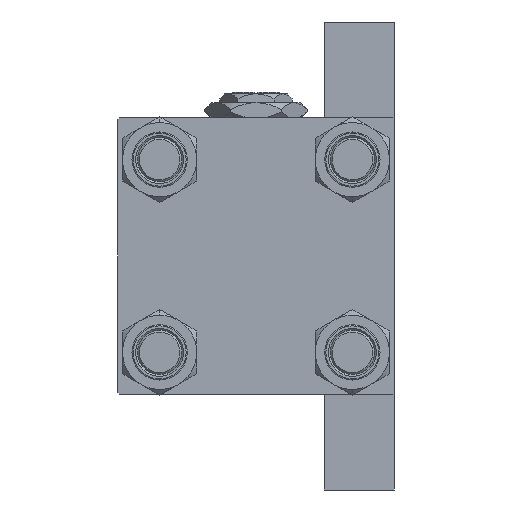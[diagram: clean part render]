
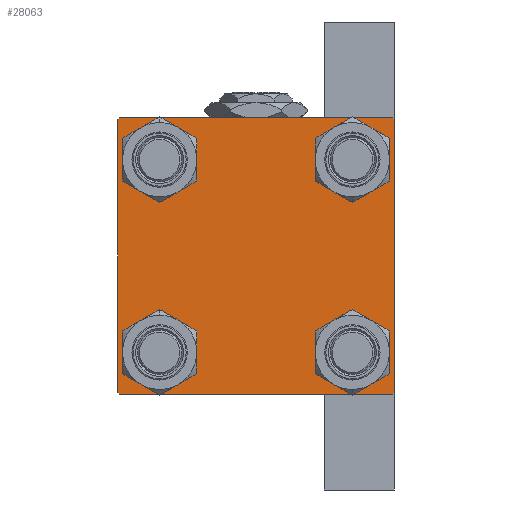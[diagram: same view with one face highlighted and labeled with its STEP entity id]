
A CAD part, left-side view. The second image highlights one B-rep face of the part: STEP entity #28063.
In plain terms, the highlighted planar face has unit normal (-1, 0, 0).
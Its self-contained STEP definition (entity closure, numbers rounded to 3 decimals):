
#203 = EDGE_CURVE ( 'NONE', #28958, #1545, #46527, .T. ) ;
#226 = DIRECTION ( 'NONE',  ( 0., 0., 1. ) ) ;
#387 = EDGE_CURVE ( 'NONE', #2322, #6397, #11010, .T. ) ;
#424 = LINE ( 'NONE', #26831, #49122 ) ;
#749 = AXIS2_PLACEMENT_3D ( 'NONE', #23366, #42439, #226 ) ;
#1545 = VERTEX_POINT ( 'NONE', #44965 ) ;
#1932 = LINE ( 'NONE', #9490, #24034 ) ;
#2322 = VERTEX_POINT ( 'NONE', #11956 ) ;
#3140 = ORIENTED_EDGE ( 'NONE', *, *, #22342, .T. ) ;
#3217 = ORIENTED_EDGE ( 'NONE', *, *, #45163, .F. ) ;
#3726 = EDGE_CURVE ( 'NONE', #16959, #24577, #43547, .T. ) ;
#5245 = DIRECTION ( 'NONE',  ( 0., 0., 1. ) ) ;
#5389 = LINE ( 'NONE', #43575, #33281 ) ;
#5835 = CARTESIAN_POINT ( 'NONE',  ( 0., -26.15, -26.15 ) ) ;
#5858 = FACE_OUTER_BOUND ( 'NONE', #7472, .T. ) ;
#5967 = CARTESIAN_POINT ( 'NONE',  ( 0., -37.5, -37. ) ) ;
#6113 = FACE_BOUND ( 'NONE', #16114, .T. ) ;
#6359 = DIRECTION ( 'NONE',  ( -1., 0., 0. ) ) ;
#6397 = VERTEX_POINT ( 'NONE', #24760 ) ;
#6547 = EDGE_CURVE ( 'NONE', #30669, #29196, #37936, .T. ) ;
#6632 = CIRCLE ( 'NONE', #37130, 6.5 ) ;
#6648 = CARTESIAN_POINT ( 'NONE',  ( 0., -26.15, 26.15 ) ) ;
#6774 = AXIS2_PLACEMENT_3D ( 'NONE', #40771, #6359, #36756 ) ;
#7258 = VERTEX_POINT ( 'NONE', #40069 ) ;
#7472 = EDGE_LOOP ( 'NONE', ( #15490, #3140, #45008, #41605, #3217, #47085, #43322, #37247 ) ) ;
#7637 = DIRECTION ( 'NONE',  ( 0., -1., 0. ) ) ;
#7845 = EDGE_CURVE ( 'NONE', #31458, #10114, #5389, .T. ) ;
#8231 = DIRECTION ( 'NONE',  ( 0., -0.707, 0.707 ) ) ;
#8414 = EDGE_CURVE ( 'NONE', #32107, #1545, #1932, .T. ) ;
#8418 = CIRCLE ( 'NONE', #46912, 6.5 ) ;
#8454 = CARTESIAN_POINT ( 'NONE',  ( 0., 26.15, -26.15 ) ) ;
#8796 = EDGE_CURVE ( 'NONE', #13295, #7258, #20008, .T. ) ;
#8852 = VECTOR ( 'NONE', #14102, 1000. ) ;
#9172 = DIRECTION ( 'NONE',  ( 0., 0., -1. ) ) ;
#9490 = CARTESIAN_POINT ( 'NONE',  ( 0., -37.25, 37.25 ) ) ;
#10114 = VERTEX_POINT ( 'NONE', #17905 ) ;
#10147 = FACE_BOUND ( 'NONE', #39988, .T. ) ;
#10458 = CARTESIAN_POINT ( 'NONE',  ( 0., -37.5, 37.5 ) ) ;
#11010 = CIRCLE ( 'NONE', #17432, 6.5 ) ;
#11956 = CARTESIAN_POINT ( 'NONE',  ( 0., 26.15, 19.65 ) ) ;
#11963 = DIRECTION ( 'NONE',  ( 0., 0., 1. ) ) ;
#12211 = DIRECTION ( 'NONE',  ( 1., 0., 0. ) ) ;
#12352 = EDGE_CURVE ( 'NONE', #29196, #30669, #41694, .T. ) ;
#13216 = EDGE_CURVE ( 'NONE', #6397, #2322, #49691, .T. ) ;
#13295 = VERTEX_POINT ( 'NONE', #22889 ) ;
#13906 = FACE_BOUND ( 'NONE', #44651, .T. ) ;
#14102 = DIRECTION ( 'NONE',  ( 0., 0.707, -0.707 ) ) ;
#14197 = DIRECTION ( 'NONE',  ( 0., 0., 1. ) ) ;
#14478 = EDGE_CURVE ( 'NONE', #28958, #31458, #20885, .T. ) ;
#15031 = DIRECTION ( 'NONE',  ( 0., 0., 1. ) ) ;
#15370 = ORIENTED_EDGE ( 'NONE', *, *, #6547, .T. ) ;
#15490 = ORIENTED_EDGE ( 'NONE', *, *, #7845, .T. ) ;
#16114 = EDGE_LOOP ( 'NONE', ( #17266, #45316 ) ) ;
#16819 = AXIS2_PLACEMENT_3D ( 'NONE', #32126, #47190, #5245 ) ;
#16889 = ORIENTED_EDGE ( 'NONE', *, *, #30177, .T. ) ;
#16959 = VERTEX_POINT ( 'NONE', #38956 ) ;
#17266 = ORIENTED_EDGE ( 'NONE', *, *, #8796, .T. ) ;
#17289 = AXIS2_PLACEMENT_3D ( 'NONE', #8454, #12211, #11963 ) ;
#17432 = AXIS2_PLACEMENT_3D ( 'NONE', #29943, #44271, #48531 ) ;
#17477 = CARTESIAN_POINT ( 'NONE',  ( 0., -26.15, 32.65 ) ) ;
#17866 = CARTESIAN_POINT ( 'NONE',  ( 0., 37.25, 37.25 ) ) ;
#17905 = CARTESIAN_POINT ( 'NONE',  ( 0., 37.5, -37. ) ) ;
#18861 = VECTOR ( 'NONE', #29544, 1000. ) ;
#20008 = CIRCLE ( 'NONE', #32855, 6.5 ) ;
#20129 = EDGE_LOOP ( 'NONE', ( #28490, #45956 ) ) ;
#20885 = LINE ( 'NONE', #17866, #8852 ) ;
#21039 = DIRECTION ( 'NONE',  ( 0., 0.707, 0.707 ) ) ;
#21450 = PLANE ( 'NONE',  #6774 ) ;
#22342 = EDGE_CURVE ( 'NONE', #10114, #16959, #42211, .T. ) ;
#22889 = CARTESIAN_POINT ( 'NONE',  ( 0., -26.15, -19.65 ) ) ;
#22921 = CIRCLE ( 'NONE', #17289, 6.5 ) ;
#23068 = CARTESIAN_POINT ( 'NONE',  ( 0., 26.15, -26.15 ) ) ;
#23130 = CARTESIAN_POINT ( 'NONE',  ( 0., 37.25, -37.25 ) ) ;
#23366 = CARTESIAN_POINT ( 'NONE',  ( 0., 26.15, 26.15 ) ) ;
#23446 = CARTESIAN_POINT ( 'NONE',  ( 0., 37.5, 37.5 ) ) ;
#24034 = VECTOR ( 'NONE', #21039, 1000. ) ;
#24577 = VERTEX_POINT ( 'NONE', #25597 ) ;
#24658 = EDGE_CURVE ( 'NONE', #38108, #25510, #6632, .T. ) ;
#24760 = CARTESIAN_POINT ( 'NONE',  ( 0., 26.15, 32.65 ) ) ;
#25510 = VERTEX_POINT ( 'NONE', #41900 ) ;
#25597 = CARTESIAN_POINT ( 'NONE',  ( 0., -37., -37.5 ) ) ;
#26831 = CARTESIAN_POINT ( 'NONE',  ( 0., -37.25, -37.25 ) ) ;
#27319 = ORIENTED_EDGE ( 'NONE', *, *, #12352, .T. ) ;
#28063 = ADVANCED_FACE ( 'NONE', ( #10147, #6113, #13906, #40529, #5858 ), #21450, .T. ) ;
#28490 = ORIENTED_EDGE ( 'NONE', *, *, #13216, .T. ) ;
#28958 = VERTEX_POINT ( 'NONE', #28991 ) ;
#28991 = CARTESIAN_POINT ( 'NONE',  ( 0., 37., 37.5 ) ) ;
#29196 = VERTEX_POINT ( 'NONE', #17477 ) ;
#29208 = DIRECTION ( 'NONE',  ( 0., 0., 1. ) ) ;
#29544 = DIRECTION ( 'NONE',  ( 0., 0., -1. ) ) ;
#29943 = CARTESIAN_POINT ( 'NONE',  ( 0., 26.15, 26.15 ) ) ;
#30177 = EDGE_CURVE ( 'NONE', #25510, #38108, #22921, .T. ) ;
#30638 = VECTOR ( 'NONE', #42542, 1000. ) ;
#30669 = VERTEX_POINT ( 'NONE', #42478 ) ;
#31458 = VERTEX_POINT ( 'NONE', #39260 ) ;
#31631 = ORIENTED_EDGE ( 'NONE', *, *, #24658, .T. ) ;
#31648 = DIRECTION ( 'NONE',  ( 0., -0.707, -0.707 ) ) ;
#32107 = VERTEX_POINT ( 'NONE', #33920 ) ;
#32126 = CARTESIAN_POINT ( 'NONE',  ( 0., -26.15, 26.15 ) ) ;
#32855 = AXIS2_PLACEMENT_3D ( 'NONE', #34327, #47334, #47098 ) ;
#33281 = VECTOR ( 'NONE', #9172, 1000. ) ;
#33920 = CARTESIAN_POINT ( 'NONE',  ( 0., -37.5, 37. ) ) ;
#34327 = CARTESIAN_POINT ( 'NONE',  ( 0., -26.15, -26.15 ) ) ;
#34782 = VECTOR ( 'NONE', #31648, 1000. ) ;
#36756 = DIRECTION ( 'NONE',  ( 0., 0., 1. ) ) ;
#37130 = AXIS2_PLACEMENT_3D ( 'NONE', #23068, #41400, #15031 ) ;
#37247 = ORIENTED_EDGE ( 'NONE', *, *, #14478, .T. ) ;
#37799 = LINE ( 'NONE', #10458, #18861 ) ;
#37936 = CIRCLE ( 'NONE', #40348, 6.5 ) ;
#38108 = VERTEX_POINT ( 'NONE', #48417 ) ;
#38956 = CARTESIAN_POINT ( 'NONE',  ( 0., 37., -37.5 ) ) ;
#39260 = CARTESIAN_POINT ( 'NONE',  ( 0., 37.5, 37. ) ) ;
#39771 = CARTESIAN_POINT ( 'NONE',  ( 0., 37.5, -37.5 ) ) ;
#39784 = EDGE_CURVE ( 'NONE', #24577, #42257, #424, .T. ) ;
#39851 = VECTOR ( 'NONE', #7637, 1000. ) ;
#39988 = EDGE_LOOP ( 'NONE', ( #27319, #15370 ) ) ;
#40069 = CARTESIAN_POINT ( 'NONE',  ( 0., -26.15, -32.65 ) ) ;
#40348 = AXIS2_PLACEMENT_3D ( 'NONE', #6648, #44835, #14197 ) ;
#40529 = FACE_BOUND ( 'NONE', #20129, .T. ) ;
#40751 = DIRECTION ( 'NONE',  ( 1., 0., 0. ) ) ;
#40771 = CARTESIAN_POINT ( 'NONE',  ( 0., 0., 0. ) ) ;
#41400 = DIRECTION ( 'NONE',  ( 1., 0., 0. ) ) ;
#41605 = ORIENTED_EDGE ( 'NONE', *, *, #39784, .T. ) ;
#41694 = CIRCLE ( 'NONE', #16819, 6.5 ) ;
#41900 = CARTESIAN_POINT ( 'NONE',  ( 0., 26.15, -19.65 ) ) ;
#42211 = LINE ( 'NONE', #23130, #34782 ) ;
#42257 = VERTEX_POINT ( 'NONE', #5967 ) ;
#42439 = DIRECTION ( 'NONE',  ( 1., 0., 0. ) ) ;
#42478 = CARTESIAN_POINT ( 'NONE',  ( 0., -26.15, 19.65 ) ) ;
#42542 = DIRECTION ( 'NONE',  ( 0., -1., 0. ) ) ;
#43322 = ORIENTED_EDGE ( 'NONE', *, *, #203, .F. ) ;
#43547 = LINE ( 'NONE', #39771, #30638 ) ;
#43575 = CARTESIAN_POINT ( 'NONE',  ( 0., 37.5, 37.5 ) ) ;
#44271 = DIRECTION ( 'NONE',  ( 1., 0., 0. ) ) ;
#44651 = EDGE_LOOP ( 'NONE', ( #16889, #31631 ) ) ;
#44835 = DIRECTION ( 'NONE',  ( 1., 0., 0. ) ) ;
#44965 = CARTESIAN_POINT ( 'NONE',  ( 0., -37., 37.5 ) ) ;
#45008 = ORIENTED_EDGE ( 'NONE', *, *, #3726, .T. ) ;
#45163 = EDGE_CURVE ( 'NONE', #32107, #42257, #37799, .T. ) ;
#45316 = ORIENTED_EDGE ( 'NONE', *, *, #49693, .T. ) ;
#45956 = ORIENTED_EDGE ( 'NONE', *, *, #387, .T. ) ;
#46527 = LINE ( 'NONE', #23446, #39851 ) ;
#46912 = AXIS2_PLACEMENT_3D ( 'NONE', #5835, #40751, #29208 ) ;
#47085 = ORIENTED_EDGE ( 'NONE', *, *, #8414, .T. ) ;
#47098 = DIRECTION ( 'NONE',  ( 0., 0., 1. ) ) ;
#47190 = DIRECTION ( 'NONE',  ( 1., 0., 0. ) ) ;
#47334 = DIRECTION ( 'NONE',  ( 1., 0., 0. ) ) ;
#48417 = CARTESIAN_POINT ( 'NONE',  ( 0., 26.15, -32.65 ) ) ;
#48531 = DIRECTION ( 'NONE',  ( 0., 0., 1. ) ) ;
#49122 = VECTOR ( 'NONE', #8231, 1000. ) ;
#49691 = CIRCLE ( 'NONE', #749, 6.5 ) ;
#49693 = EDGE_CURVE ( 'NONE', #7258, #13295, #8418, .T. ) ;
